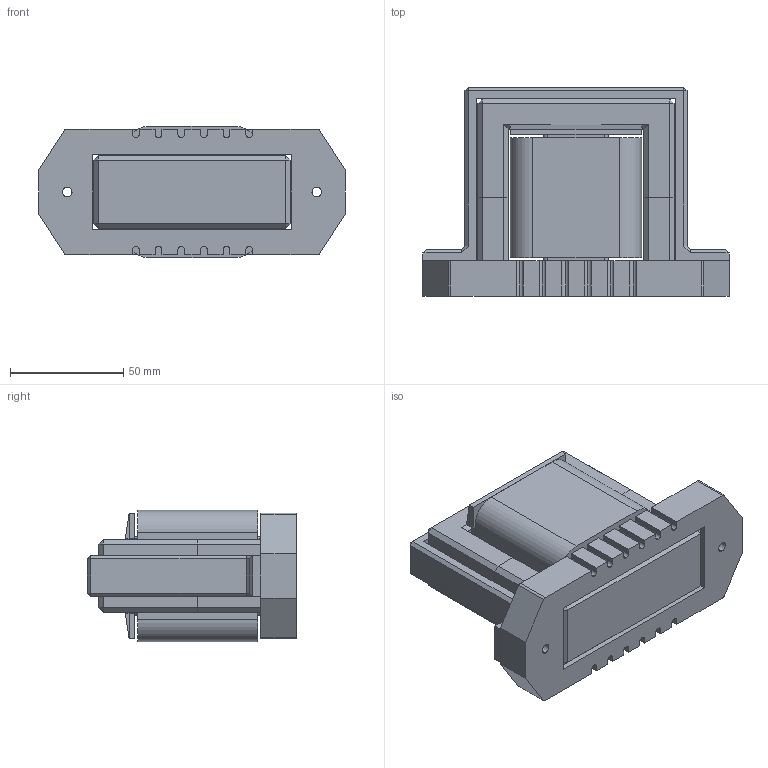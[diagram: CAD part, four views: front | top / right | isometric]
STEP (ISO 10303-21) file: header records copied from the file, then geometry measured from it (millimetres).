
FILE_DESCRIPTION (( 'STEP AP214' ), '1' );
FILE_NAME ('E85A, ñáîðêà.STEP', '2024-03-05T08:25:52', ( '' ), ( '' ), 'SwSTEP 2.0', 'SolidWorks 2024', '' );
FILE_SCHEMA (( 'AUTOMOTIVE_DESIGN' ));
Length unit declared in the file: millimetre
Products named in the file (5): E85A, сборка; Феррит E85A ; Обмотка Е85А; E85A; Скоба дял Е85А
Assembly tree (5 placements, depth 2):
  E85A, сборка
    E85A
    Феррит E85A   x2
    Обмотка Е85А
    Скоба дял Е85А
Bounding box: 135 x 92.25 x 58 mm (x, y, z)
Volume: 393863.2 mm3; surface area: 108827 mm2
Topology: 5 solids, 5 shells, 247 faces, 642 edges, 404 vertices
Faces by surface type: plane 205, cylinder 38, cone 4
Entity records: 6546 total; most frequent: CARTESIAN_POINT 1123, ORIENTED_EDGE 1108, DIRECTION 1068, EDGE_CURVE 554, VECTOR 474, LINE 474, VERTEX_POINT 352, AXIS2_PLACEMENT_3D 297
